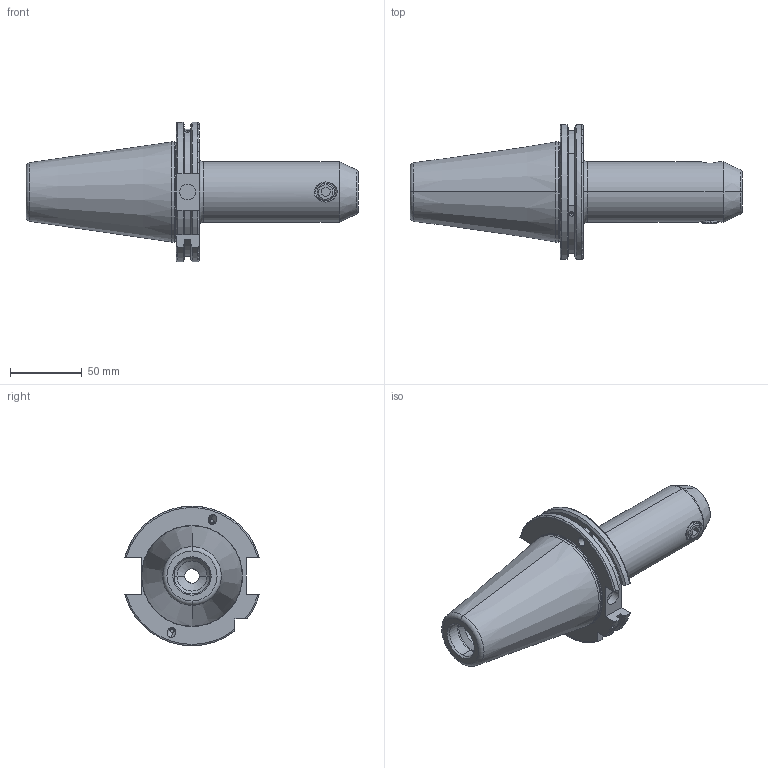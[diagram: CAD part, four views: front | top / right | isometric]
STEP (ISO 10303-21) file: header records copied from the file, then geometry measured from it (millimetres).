
FILE_DESCRIPTION (( 'STEP AP203' ), '1' );
FILE_NAME ('91506-WE712130.STEP', '2017-08-19T10:14:59', ( '' ), ( '' ), 'SwSTEP 2.0', 'SolidWorks 2009', '' );
FILE_SCHEMA (( 'CONFIG_CONTROL_DESIGN' ));
Length unit declared in the file: millimetre
Products named in the file (4): SK50EM12130FWW; 91506-WE712130; M12X16_ISO 4026 - M12 x 12-N; Copy of M4X4_DIN 913 - M4 x 4-N
Assembly tree (4 placements, depth 2):
  91506-WE712130
    SK50EM12130FWW
    M12X16_ISO 4026 - M12 x 12-N
    Copy of M4X4_DIN 913 - M4 x 4-N  x2
Bounding box: 231.75 x 94.05 x 97.5 mm (x, y, z)
Volume: 471326.5 mm3; surface area: 62418.8 mm2
Topology: 4 solids, 4 shells, 168 faces, 409 edges, 258 vertices
Faces by surface type: cylinder 55, plane 53, cone 36, torus 22, sphere 2
Entity records: 5643 total; most frequent: CARTESIAN_POINT 1562, DIRECTION 786, ORIENTED_EDGE 754, EDGE_CURVE 377, AXIS2_PLACEMENT_3D 313, VERTEX_POINT 238, EDGE_LOOP 173, LINE 160
